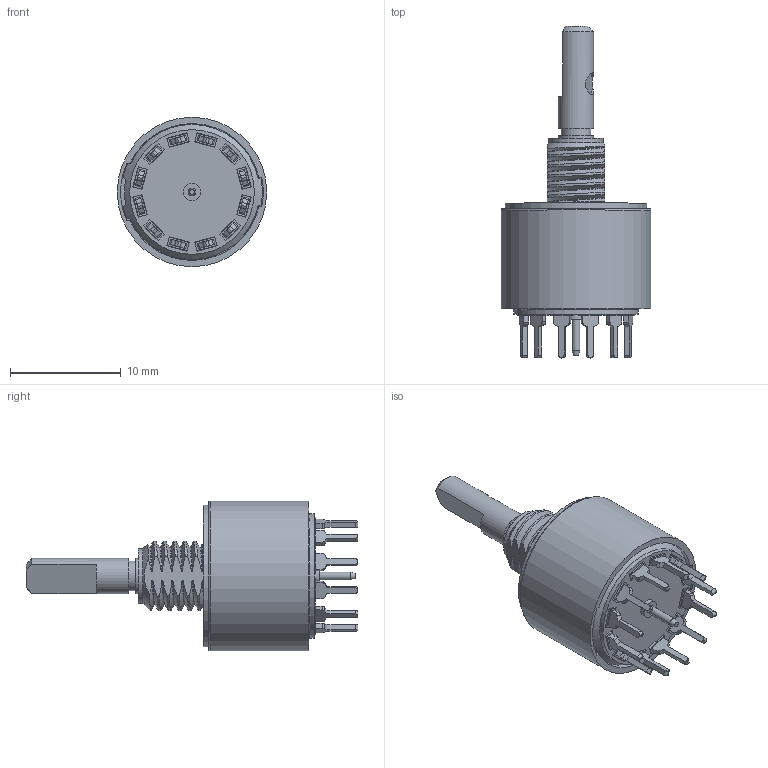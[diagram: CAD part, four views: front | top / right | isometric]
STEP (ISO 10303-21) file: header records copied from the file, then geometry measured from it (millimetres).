
FILE_DESCRIPTION( ( 'STEP AP214' ), '1' );
FILE_NAME( 'MC12L1NCQD.stp', '2022-01-01T10:04:20', ( 'License CC BY-ND 4.0' ), ( 'CADENAS' ), ' ', 'PARTsolutions', ' ' );
FILE_SCHEMA( ( 'AUTOMOTIVE_DESIGN { 1 0 10303 214 1 1 1 1 }' ) );
Length unit declared in the file: inch
Products named in the file (2): MC12L1NCQD; 1
Assembly tree (1 placements, depth 2):
  MC12L1NCQD
    1
Bounding box: 13.49 x 29.95 x 13.49 mm (x, y, z)
Volume: 1046.6 mm3; surface area: 2250.5 mm2
Topology: 1 solids, 1 shells, 602 faces, 1821 edges, 1199 vertices
Faces by surface type: plane 357, cylinder 178, bspline 42, sphere 12, cone 10, torus 3
Full cylindrical faces by diameter (mm): 0.711 x1, 1.295 x12, 1.575 x1, 2.667 x1, 3.175 x2, 3.251 x1, 4.394 x1, 4.889 x1, 5.461 x1, 5.69 x1, 6.35 x1, 10.922 x1, 11.252 x1, 12.763 x1, 13.487 x1
Entity records: 22354 total; most frequent: CARTESIAN_POINT 6473, ORIENTED_EDGE 3442, DIRECTION 3035, EDGE_CURVE 1721, VERTEX_POINT 1159, LINE 1149, VECTOR 1149, AXIS2_PLACEMENT_3D 943
